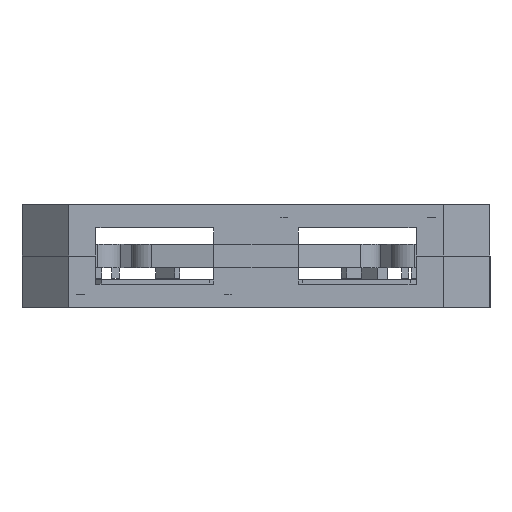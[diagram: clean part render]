
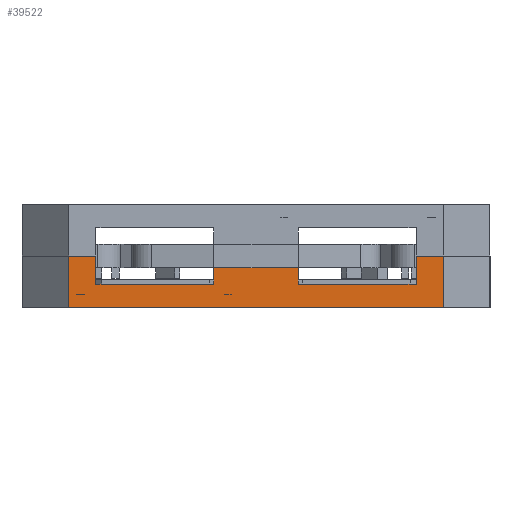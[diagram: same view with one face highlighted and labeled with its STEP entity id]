
A CAD part, front view. The second image highlights one B-rep face of the part: STEP entity #39522.
In plain terms, the highlighted face is planar.
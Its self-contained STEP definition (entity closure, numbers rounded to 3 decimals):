
#23162 = LINE ( 'NONE', #23222, #23221 ) ;
#23174 = CARTESIAN_POINT ( 'NONE',  ( -34.2, 50., 0. ) ) ;
#23175 = CARTESIAN_POINT ( 'NONE',  ( -9., 50., 0. ) ) ;
#23220 = DIRECTION ( 'NONE',  ( -1., 0., 0. ) ) ;
#23221 = VECTOR ( 'NONE', #23220, 1000. ) ;
#23222 = CARTESIAN_POINT ( 'NONE',  ( -40., 50., 0. ) ) ;
#23293 = CARTESIAN_POINT ( 'NONE',  ( 9., 50., 0. ) ) ;
#23310 = CARTESIAN_POINT ( 'NONE',  ( 34.2, 50., 0. ) ) ;
#23334 = DIRECTION ( 'NONE',  ( -1., 0., 0. ) ) ;
#23335 = VECTOR ( 'NONE', #23334, 1000. ) ;
#23336 = CARTESIAN_POINT ( 'NONE',  ( -40., 50., 0. ) ) ;
#23337 = LINE ( 'NONE', #23336, #23335 ) ;
#23499 = CARTESIAN_POINT ( 'NONE',  ( -40., 50., 5. ) ) ;
#23568 = VECTOR ( 'NONE', #23573, 1000. ) ;
#23569 = CARTESIAN_POINT ( 'NONE',  ( -40., 50., 5. ) ) ;
#23570 = LINE ( 'NONE', #23569, #23568 ) ;
#23573 = DIRECTION ( 'NONE',  ( 0., 0., -1. ) ) ;
#23605 = DIRECTION ( 'NONE',  ( -1., 0., 0. ) ) ;
#23606 = VECTOR ( 'NONE', #23605, 1000. ) ;
#23613 = CARTESIAN_POINT ( 'NONE',  ( -40., 50., 5. ) ) ;
#23614 = LINE ( 'NONE', #23613, #23606 ) ;
#23634 = CARTESIAN_POINT ( 'NONE',  ( -40., 50., -6. ) ) ;
#23635 = CARTESIAN_POINT ( 'NONE',  ( 40., 50., 5. ) ) ;
#23705 = DIRECTION ( 'NONE',  ( -1., 0., 0. ) ) ;
#23706 = VECTOR ( 'NONE', #23705, 1000. ) ;
#23708 = CARTESIAN_POINT ( 'NONE',  ( 34.2, 50., -6. ) ) ;
#23710 = DIRECTION ( 'NONE',  ( 0., 0., -1. ) ) ;
#23711 = VECTOR ( 'NONE', #23710, 1000. ) ;
#23712 = CARTESIAN_POINT ( 'NONE',  ( 40., 50., 5. ) ) ;
#23713 = LINE ( 'NONE', #23712, #23711 ) ;
#23715 = CARTESIAN_POINT ( 'NONE',  ( 34.2, 50., -6. ) ) ;
#23716 = LINE ( 'NONE', #23715, #23706 ) ;
#23720 = CARTESIAN_POINT ( 'NONE',  ( 40., 50., -6. ) ) ;
#23756 = FACE_OUTER_BOUND ( 'NONE', #39540, .T. ) ;
#23784 = AXIS2_PLACEMENT_3D ( 'NONE', #23811, #23804, #23803 ) ;
#23790 = LINE ( 'NONE', #23792, #23861 ) ;
#23791 = DIRECTION ( 'NONE',  ( 1., 0., 0. ) ) ;
#23792 = CARTESIAN_POINT ( 'NONE',  ( 9., 50., -3.5 ) ) ;
#23793 = DIRECTION ( 'NONE',  ( 0., 0., 1. ) ) ;
#23794 = VECTOR ( 'NONE', #23793, 1000. ) ;
#23795 = CARTESIAN_POINT ( 'NONE',  ( -9., 50., -3.5 ) ) ;
#23796 = CARTESIAN_POINT ( 'NONE',  ( -9., 50., -3.5 ) ) ;
#23798 = LINE ( 'NONE', #23795, #23794 ) ;
#23800 = DIRECTION ( 'NONE',  ( 0., 0., 1. ) ) ;
#23801 = VECTOR ( 'NONE', #23800, 1000. ) ;
#23803 = DIRECTION ( 'NONE',  ( 1., 0., 0. ) ) ;
#23804 = DIRECTION ( 'NONE',  ( 0., -1., 0. ) ) ;
#23807 = CARTESIAN_POINT ( 'NONE',  ( -34.2, 50., -6. ) ) ;
#23808 = CARTESIAN_POINT ( 'NONE',  ( -34.2, 50., -6. ) ) ;
#23809 = LINE ( 'NONE', #23808, #23863 ) ;
#23811 = CARTESIAN_POINT ( 'NONE',  ( -40., 50., 5. ) ) ;
#23812 = CARTESIAN_POINT ( 'NONE',  ( 34.2, 50., -6. ) ) ;
#23813 = LINE ( 'NONE', #23812, #23801 ) ;
#23814 = CARTESIAN_POINT ( 'NONE',  ( 9., 50., -3.5 ) ) ;
#23815 = DIRECTION ( 'NONE',  ( 1., 0., 0. ) ) ;
#23816 = VECTOR ( 'NONE', #23815, 1000. ) ;
#23817 = CARTESIAN_POINT ( 'NONE',  ( -34.2, 50., -6. ) ) ;
#23818 = LINE ( 'NONE', #23817, #23816 ) ;
#23820 = PLANE ( 'NONE',  #23784 ) ;
#23853 = DIRECTION ( 'NONE',  ( 0., 0., 1. ) ) ;
#23854 = VECTOR ( 'NONE', #23853, 1000. ) ;
#23855 = CARTESIAN_POINT ( 'NONE',  ( 9., 50., -3.5 ) ) ;
#23856 = LINE ( 'NONE', #23855, #23854 ) ;
#23861 = VECTOR ( 'NONE', #23791, 1000. ) ;
#23862 = DIRECTION ( 'NONE',  ( 0., 0., 1. ) ) ;
#23863 = VECTOR ( 'NONE', #23862, 1000. ) ;
#39151 = VERTEX_POINT ( 'NONE', #23175 ) ;
#39152 = VERTEX_POINT ( 'NONE', #23174 ) ;
#39154 = EDGE_CURVE ( 'NONE', #39151, #39152, #23162, .T. ) ;
#39215 = VERTEX_POINT ( 'NONE', #23310 ) ;
#39216 = VERTEX_POINT ( 'NONE', #23293 ) ;
#39222 = EDGE_CURVE ( 'NONE', #39215, #39216, #23337, .T. ) ;
#39334 = VERTEX_POINT ( 'NONE', #23499 ) ;
#39391 = EDGE_CURVE ( 'NONE', #39334, #39404, #23570, .T. ) ;
#39404 = VERTEX_POINT ( 'NONE', #23634 ) ;
#39408 = VERTEX_POINT ( 'NONE', #23635 ) ;
#39412 = EDGE_CURVE ( 'NONE', #39408, #39334, #23614, .T. ) ;
#39461 = VERTEX_POINT ( 'NONE', #23720 ) ;
#39463 = EDGE_CURVE ( 'NONE', #39408, #39461, #23713, .T. ) ;
#39465 = ORIENTED_EDGE ( 'NONE', *, *, #39391, .F. ) ;
#39466 = EDGE_CURVE ( 'NONE', #39461, #39467, #23716, .T. ) ;
#39467 = VERTEX_POINT ( 'NONE', #23708 ) ;
#39514 = ORIENTED_EDGE ( 'NONE', *, *, #39530, .T. ) ;
#39515 = ORIENTED_EDGE ( 'NONE', *, *, #39517, .F. ) ;
#39516 = ORIENTED_EDGE ( 'NONE', *, *, #39537, .F. ) ;
#39517 = EDGE_CURVE ( 'NONE', #39404, #39527, #23818, .T. ) ;
#39520 = ORIENTED_EDGE ( 'NONE', *, *, #39412, .F. ) ;
#39521 = ORIENTED_EDGE ( 'NONE', *, *, #39466, .T. ) ;
#39522 = ADVANCED_FACE ( 'NONE', ( #23756 ), #23820, .F. ) ;
#39523 = VERTEX_POINT ( 'NONE', #23814 ) ;
#39524 = ORIENTED_EDGE ( 'NONE', *, *, #39463, .T. ) ;
#39525 = ORIENTED_EDGE ( 'NONE', *, *, #39222, .T. ) ;
#39526 = EDGE_CURVE ( 'NONE', #39467, #39215, #23813, .T. ) ;
#39527 = VERTEX_POINT ( 'NONE', #23807 ) ;
#39529 = ORIENTED_EDGE ( 'NONE', *, *, #39526, .T. ) ;
#39530 = EDGE_CURVE ( 'NONE', #39531, #39151, #23798, .T. ) ;
#39531 = VERTEX_POINT ( 'NONE', #23796 ) ;
#39532 = ORIENTED_EDGE ( 'NONE', *, *, #39539, .F. ) ;
#39533 = EDGE_CURVE ( 'NONE', #39531, #39523, #23790, .T. ) ;
#39534 = ORIENTED_EDGE ( 'NONE', *, *, #39154, .T. ) ;
#39535 = ORIENTED_EDGE ( 'NONE', *, *, #39533, .F. ) ;
#39537 = EDGE_CURVE ( 'NONE', #39527, #39152, #23809, .T. ) ;
#39539 = EDGE_CURVE ( 'NONE', #39523, #39216, #23856, .T. ) ;
#39540 = EDGE_LOOP ( 'NONE', ( #39524, #39521, #39529, #39525, #39532, #39535, #39514, #39534, #39516, #39515, #39465, #39520 ) ) ;
